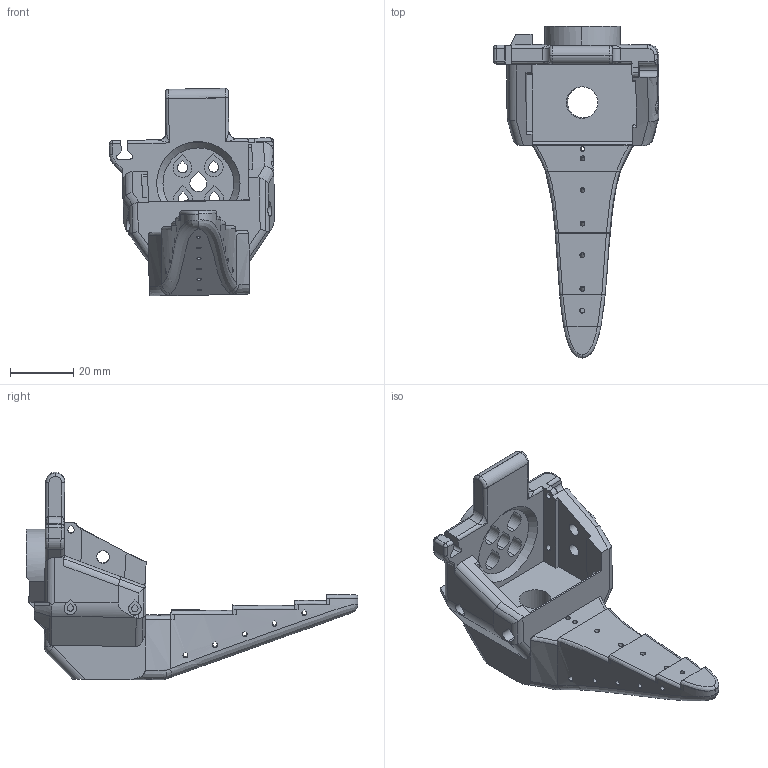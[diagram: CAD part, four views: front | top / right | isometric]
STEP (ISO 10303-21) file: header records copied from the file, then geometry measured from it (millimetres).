
FILE_DESCRIPTION(('HOOPS Exchange Step'),'2;1');
FILE_NAME('temp_export','2025-08-03T13:04:11+02:00',('tim'),('Shapr3D Limited'),'HOOPS Exchange 2024.8','Shapr3D','Authorized');
FILE_SCHEMA( ('AP242_MANAGED_MODEL_BASED_3D_ENGINEERING_MIM_LF {1 0 10303 442 1 1 4}') );
Length unit declared in the file: millimetre
Products named in the file (2): Wrist_Roll_Follower_SO101 v10:1 - MODIFIED; root
Assembly tree (1 placements, depth 2):
  root
    Wrist_Roll_Follower_SO101 v10:1 - MODIFIED
Bounding box: 52.41 x 105.37 x 65.83 mm (x, y, z)
Volume: 53118.1 mm3; surface area: 20813 mm2
Topology: 4 solids, 4 shells, 380 faces, 1047 edges, 675 vertices
Faces by surface type: plane 169, cylinder 138, bspline 49, torus 13, sphere 6, cone 3, extrusion 2
Full cylindrical faces by diameter (mm): 1.5 x15, 4 x2, 10 x1
Entity records: 19259 total; most frequent: CARTESIAN_POINT 9949, ORIENTED_EDGE 2078, DIRECTION 1685, EDGE_CURVE 1039, VERTEX_POINT 675, AXIS2_PLACEMENT_3D 596, VECTOR 493, LINE 491
